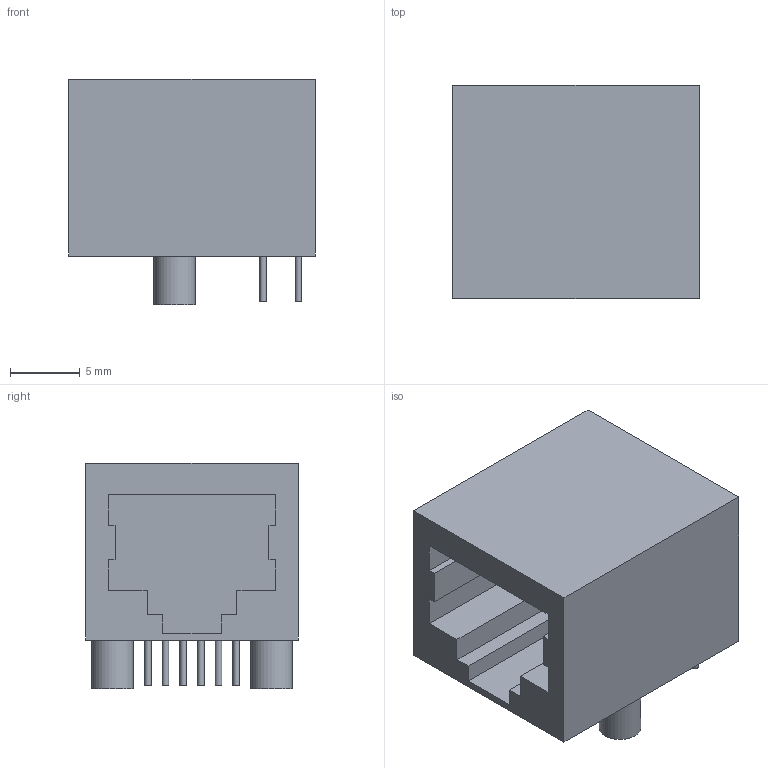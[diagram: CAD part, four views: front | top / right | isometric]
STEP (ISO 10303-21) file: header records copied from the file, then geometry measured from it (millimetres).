
FILE_DESCRIPTION( ( '' ), ' ' );
FILE_NAME( '58aba69006fd670f7414a168.step', '2017-02-21T02:31:44', ( '' ), ( '' ), ' ', ' ', ' ' );
FILE_SCHEMA( ( 'AUTOMOTIVE_DESIGN { 1 0 10303 214 1 1 1 1 }' ) );
Length unit declared in the file: metre
Products named in the file (1): Open CASCADE STEP translator 6.8 1
Bounding box: 17.74 x 15.3 x 16.2 mm (x, y, z)
Volume: 2531 mm3; surface area: 1945.2 mm2
Topology: 1 solids, 1 shells, 47 faces, 112 edges, 78 vertices
Faces by surface type: plane 37, cylinder 10
Full cylindrical faces by diameter (mm): 0.46 x8, 3 x2
Entity records: 2078 total; most frequent: CARTESIAN_POINT 208, DIRECTION 208, ORIENTED_EDGE 184, STYLED_ITEM 139, PRESENTATION_STYLE_ASSIGNMENT 139, COLOUR_RGB 139, EDGE_CURVE 92, CURVE_STYLE 92
